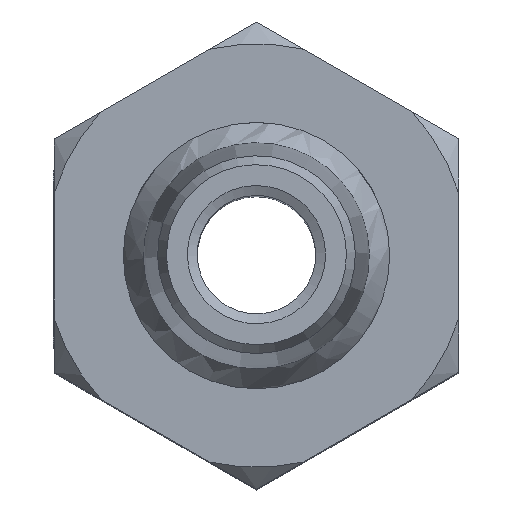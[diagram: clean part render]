
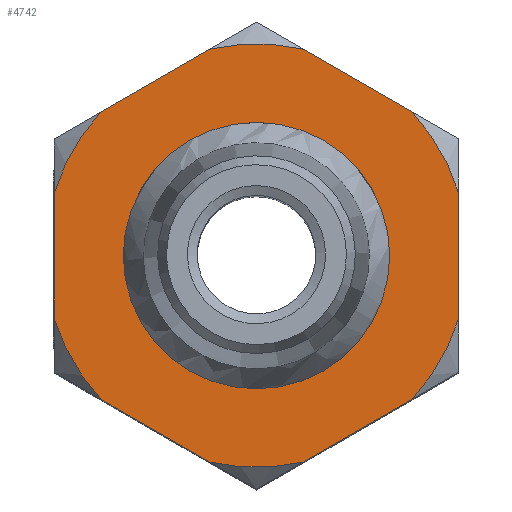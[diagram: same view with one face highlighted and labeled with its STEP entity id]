
A CAD part, top view. The second image highlights one B-rep face of the part: STEP entity #4742.
In plain terms, the highlighted planar face has unit normal (0, 0, 1).
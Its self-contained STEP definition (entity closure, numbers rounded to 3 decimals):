
#138=FACE_BOUND($,#807,.T.);
#139=FACE_BOUND($,#808,.T.);
#171=CIRCLE($,#4913,13.5);
#176=CIRCLE($,#4923,21.452);
#177=CIRCLE($,#4925,21.452);
#178=CIRCLE($,#4927,21.452);
#179=CIRCLE($,#4929,21.452);
#180=CIRCLE($,#4931,21.452);
#181=CIRCLE($,#4933,21.452);
#807=EDGE_LOOP($,(#4141));
#808=EDGE_LOOP($,(#4142,#4143,#4144,#4145,#4146,#4147,#4148,#4149,#4150,
#4151,#4152,#4153));
#1399=LINE($,#8490,#1820);
#1400=LINE($,#8757,#1821);
#1401=LINE($,#8758,#1822);
#1402=LINE($,#8759,#1823);
#1403=LINE($,#8760,#1824);
#1404=LINE($,#8761,#1825);
#1820=VECTOR($,#5669,12.64);
#1821=VECTOR($,#5798,12.64);
#1822=VECTOR($,#5799,12.64);
#1823=VECTOR($,#5800,12.64);
#1824=VECTOR($,#5801,12.64);
#1825=VECTOR($,#5802,12.64);
#2219=VERTEX_POINT($,#8467);
#2226=VERTEX_POINT($,#8486);
#2228=VERTEX_POINT($,#8498);
#2234=VERTEX_POINT($,#8514);
#2235=VERTEX_POINT($,#8518);
#2237=VERTEX_POINT($,#8525);
#2238=VERTEX_POINT($,#8529);
#2239=VERTEX_POINT($,#8535);
#2240=VERTEX_POINT($,#8541);
#2242=VERTEX_POINT($,#8548);
#2243=VERTEX_POINT($,#8552);
#2244=VERTEX_POINT($,#8558);
#2246=VERTEX_POINT($,#8563);
#2867=EDGE_CURVE($,#2226,#2219,#1399,.T.);
#2869=EDGE_CURVE($,#2228,#2228,#171,.T.);
#2876=EDGE_CURVE($,#2234,#2235,#176,.T.);
#2879=EDGE_CURVE($,#2237,#2238,#177,.T.);
#2881=EDGE_CURVE($,#2226,#2239,#178,.T.);
#2883=EDGE_CURVE($,#2240,#2219,#179,.T.);
#2886=EDGE_CURVE($,#2242,#2243,#180,.T.);
#2888=EDGE_CURVE($,#2246,#2244,#181,.T.);
#2942=EDGE_CURVE($,#2242,#2244,#1400,.T.);
#2943=EDGE_CURVE($,#2240,#2243,#1401,.T.);
#2944=EDGE_CURVE($,#2237,#2239,#1402,.T.);
#2945=EDGE_CURVE($,#2234,#2238,#1403,.T.);
#2946=EDGE_CURVE($,#2246,#2235,#1404,.T.);
#4141=ORIENTED_EDGE($,*,*,#2869,.T.);
#4142=ORIENTED_EDGE($,*,*,#2888,.T.);
#4143=ORIENTED_EDGE($,*,*,#2942,.F.);
#4144=ORIENTED_EDGE($,*,*,#2886,.T.);
#4145=ORIENTED_EDGE($,*,*,#2943,.F.);
#4146=ORIENTED_EDGE($,*,*,#2883,.T.);
#4147=ORIENTED_EDGE($,*,*,#2867,.F.);
#4148=ORIENTED_EDGE($,*,*,#2881,.T.);
#4149=ORIENTED_EDGE($,*,*,#2944,.F.);
#4150=ORIENTED_EDGE($,*,*,#2879,.T.);
#4151=ORIENTED_EDGE($,*,*,#2945,.F.);
#4152=ORIENTED_EDGE($,*,*,#2876,.T.);
#4153=ORIENTED_EDGE($,*,*,#2946,.F.);
#4466=PLANE($,#4970);
#4742=ADVANCED_FACE($,(#138,#139),#4466,.T.);
#4913=AXIS2_PLACEMENT_3D($,#8499,#5682,#5683);
#4923=AXIS2_PLACEMENT_3D($,#8522,#5702,#5703);
#4925=AXIS2_PLACEMENT_3D($,#8533,#5706,#5707);
#4927=AXIS2_PLACEMENT_3D($,#8539,#5710,#5711);
#4929=AXIS2_PLACEMENT_3D($,#8545,#5714,#5715);
#4931=AXIS2_PLACEMENT_3D($,#8556,#5718,#5719);
#4933=AXIS2_PLACEMENT_3D($,#8564,#5722,#5723);
#4970=AXIS2_PLACEMENT_3D($,#8756,#5796,#5797);
#5669=DIRECTION($,(-0.001,1.,0.));
#5682=DIRECTION('center_axis',(0.,0.,-1.));
#5683=DIRECTION('ref_axis',(0.,-1.,0.));
#5702=DIRECTION('center_axis',(0.,0.,1.));
#5703=DIRECTION('ref_axis',(0.,-1.,0.));
#5706=DIRECTION('center_axis',(0.,0.,1.));
#5707=DIRECTION('ref_axis',(0.,-1.,0.));
#5710=DIRECTION('center_axis',(0.,0.,1.));
#5711=DIRECTION('ref_axis',(0.,-1.,0.));
#5714=DIRECTION('center_axis',(0.,0.,1.));
#5715=DIRECTION('ref_axis',(0.,-1.,0.));
#5718=DIRECTION('center_axis',(0.,0.,1.));
#5719=DIRECTION('ref_axis',(0.,-1.,0.));
#5722=DIRECTION('center_axis',(0.,0.,1.));
#5723=DIRECTION('ref_axis',(0.,-1.,0.));
#5796=DIRECTION('center_axis',(0.,0.,1.));
#5797=DIRECTION('ref_axis',(1.,0.,0.));
#5798=DIRECTION($,(0.866,-0.499,0.));
#5799=DIRECTION($,(0.866,0.501,0.));
#5800=DIRECTION($,(-0.866,0.499,0.));
#5801=DIRECTION($,(-0.866,-0.501,0.));
#5802=DIRECTION($,(0.001,-1.,0.));
#8467=CARTESIAN_POINT('',(-20.504,6.307,0.));
#8486=CARTESIAN_POINT('',(-20.496,-6.332,0.));
#8490=CARTESIAN_POINT($,(-20.493,-11.848,0.));
#8498=CARTESIAN_POINT('',(0.,-13.5,0.));
#8499=CARTESIAN_POINT('Origin',(0.,0.,0.));
#8514=CARTESIAN_POINT('',(15.732,-14.584,0.));
#8518=CARTESIAN_POINT('',(20.504,-6.307,0.));
#8522=CARTESIAN_POINT('Origin',(0.,0.,0.));
#8525=CARTESIAN_POINT('',(-4.764,-20.916,0.));
#8529=CARTESIAN_POINT('',(4.79,-20.91,0.));
#8533=CARTESIAN_POINT('Origin',(0.,0.,0.));
#8535=CARTESIAN_POINT('',(-15.714,-14.603,0.));
#8539=CARTESIAN_POINT('Origin',(0.,0.,0.));
#8541=CARTESIAN_POINT('',(-15.732,14.584,0.));
#8545=CARTESIAN_POINT('Origin',(0.,0.,0.));
#8548=CARTESIAN_POINT('',(4.764,20.916,0.));
#8552=CARTESIAN_POINT('',(-4.79,20.91,0.));
#8556=CARTESIAN_POINT('Origin',(0.,0.,0.));
#8558=CARTESIAN_POINT('',(15.714,14.603,0.));
#8563=CARTESIAN_POINT('',(20.496,6.332,0.));
#8564=CARTESIAN_POINT('Origin',(0.,0.,0.));
#8756=CARTESIAN_POINT('Origin',(0.,0.,
0.));
#8757=CARTESIAN_POINT($,(-0.015,23.671,0.));
#8758=CARTESIAN_POINT($,(-20.507,11.823,0.));
#8759=CARTESIAN_POINT($,(0.015,-23.671,0.));
#8760=CARTESIAN_POINT($,(20.507,-11.823,0.));
#8761=CARTESIAN_POINT($,(20.493,11.848,0.));
